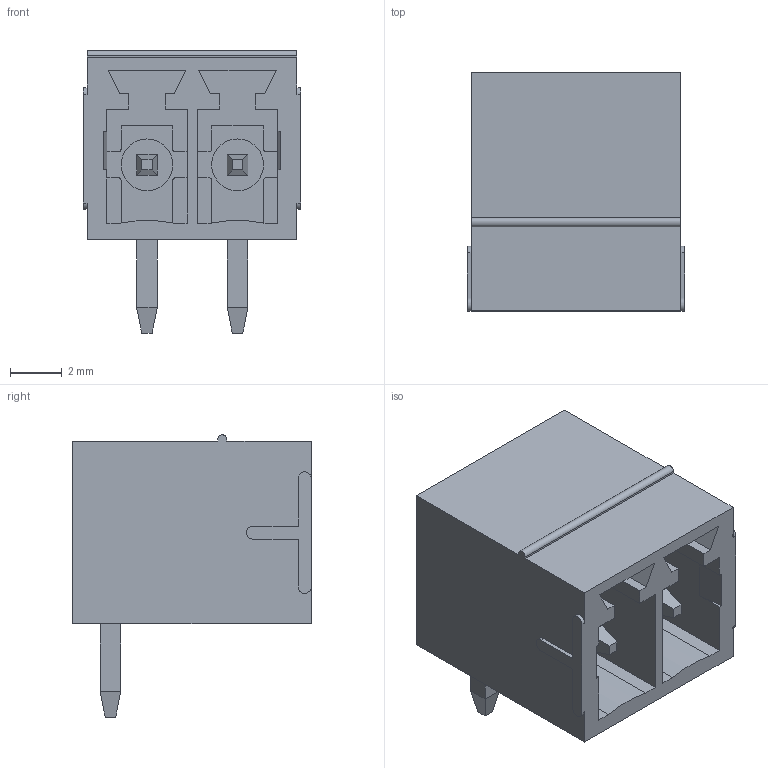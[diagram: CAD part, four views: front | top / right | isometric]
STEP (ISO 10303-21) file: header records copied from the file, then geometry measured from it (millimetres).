
FILE_DESCRIPTION(('FreeCAD Model'),'2;1');
FILE_NAME('2er Phoenix Buchse Schwarz.step','2017-06-09T13:24:16',('kicad StepUp'),('ksu MCAD'), 'Open CASCADE STEP processor 6.8','FreeCAD','Unknown');
FILE_SCHEMA(('AUTOMOTIVE_DESIGN_CC2 { 1 2 10303 214 -1 1 5 4 }'));
Length unit declared in the file: millimetre
Products named in the file (1): 2er_Phoenix_Buchse_Schwarz
Bounding box: 8.4 x 9.2 x 10.9 mm (x, y, z)
Volume: 278 mm3; surface area: 833.5 mm2
Topology: 1 solids, 1 shells, 166 faces, 450 edges, 292 vertices
Faces by surface type: plane 143, cylinder 23
Full cylindrical faces by diameter (mm): 2 x2
Entity records: 6307 total; most frequent: CARTESIAN_POINT 909, ORIENTED_EDGE 900, DIRECTION 834, EDGE_CURVE 450, LINE 400, VECTOR 400, VERTEX_POINT 292, AXIS2_PLACEMENT_3D 217
